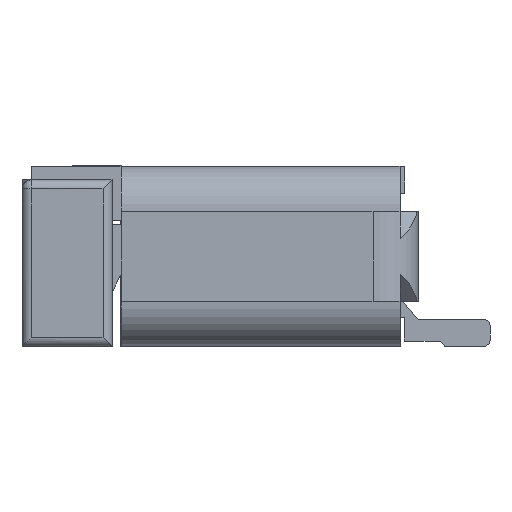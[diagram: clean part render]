
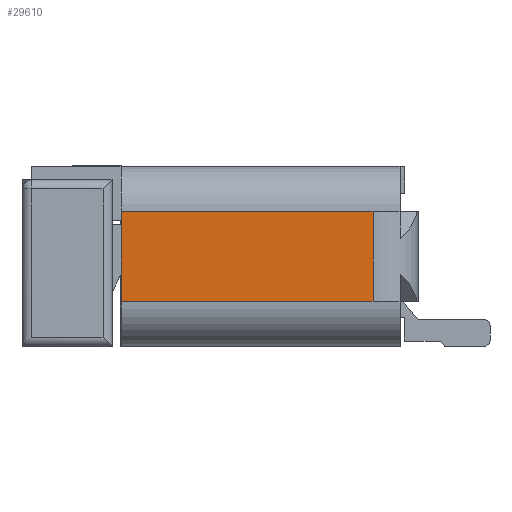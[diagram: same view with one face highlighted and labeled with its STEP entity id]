
A CAD part, left-side view. The second image highlights one B-rep face of the part: STEP entity #29610.
In plain terms, the highlighted planar face has unit normal (-1, 0, 0).
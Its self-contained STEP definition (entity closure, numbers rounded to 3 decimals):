
#235 = VERTEX_POINT ( 'NONE', #23013 ) ;
#4899 = CARTESIAN_POINT ( 'NONE',  ( -4.75, -4.291, 0.5 ) ) ;
#5376 = CARTESIAN_POINT ( 'NONE',  ( -4.75, -4.291, 1.5 ) ) ;
#6641 = LINE ( 'NONE', #13495, #32981 ) ;
#9020 = LINE ( 'NONE', #5376, #11661 ) ;
#10322 = CARTESIAN_POINT ( 'NONE',  ( -4.75, 1.5, 0.5 ) ) ;
#11661 = VECTOR ( 'NONE', #35187, 1000. ) ;
#11924 = VERTEX_POINT ( 'NONE', #32552 ) ;
#12950 = DIRECTION ( 'NONE',  ( 0., 1., 0. ) ) ;
#13104 = ORIENTED_EDGE ( 'NONE', *, *, #43723, .T. ) ;
#13495 = CARTESIAN_POINT ( 'NONE',  ( -4.75, -1.3, 1.5 ) ) ;
#17645 = ORIENTED_EDGE ( 'NONE', *, *, #37033, .F. ) ;
#23013 = CARTESIAN_POINT ( 'NONE',  ( -4.75, 1.5, 1.5 ) ) ;
#23710 = LINE ( 'NONE', #46217, #30991 ) ;
#23854 = EDGE_CURVE ( 'NONE', #39513, #43381, #30738, .T. ) ;
#23983 = VECTOR ( 'NONE', #12950, 1000. ) ;
#27618 = AXIS2_PLACEMENT_3D ( 'NONE', #41297, #29283, #29535 ) ;
#27874 = EDGE_CURVE ( 'NONE', #11924, #39513, #6641, .T. ) ;
#29283 = DIRECTION ( 'NONE',  ( 1., 0., 0. ) ) ;
#29535 = DIRECTION ( 'NONE',  ( 0., -1., 0. ) ) ;
#29610 = ADVANCED_FACE ( 'NONE', ( #36895 ), #48196, .F. ) ;
#30738 = LINE ( 'NONE', #4899, #23983 ) ;
#30991 = VECTOR ( 'NONE', #45970, 1000. ) ;
#32552 = CARTESIAN_POINT ( 'NONE',  ( -4.75, -1.3, 1.5 ) ) ;
#32637 = EDGE_LOOP ( 'NONE', ( #32848, #13104, #17645, #34205 ) ) ;
#32848 = ORIENTED_EDGE ( 'NONE', *, *, #27874, .F. ) ;
#32981 = VECTOR ( 'NONE', #39119, 1000. ) ;
#34205 = ORIENTED_EDGE ( 'NONE', *, *, #23854, .F. ) ;
#35187 = DIRECTION ( 'NONE',  ( 0., 1., 0. ) ) ;
#36895 = FACE_OUTER_BOUND ( 'NONE', #32637, .T. ) ;
#37033 = EDGE_CURVE ( 'NONE', #43381, #235, #23710, .T. ) ;
#39119 = DIRECTION ( 'NONE',  ( 0., 0., -1. ) ) ;
#39513 = VERTEX_POINT ( 'NONE', #42899 ) ;
#41297 = CARTESIAN_POINT ( 'NONE',  ( -4.75, -4.291, 0. ) ) ;
#42899 = CARTESIAN_POINT ( 'NONE',  ( -4.75, -1.3, 0.5 ) ) ;
#43381 = VERTEX_POINT ( 'NONE', #10322 ) ;
#43723 = EDGE_CURVE ( 'NONE', #11924, #235, #9020, .T. ) ;
#45970 = DIRECTION ( 'NONE',  ( 0., 0., 1. ) ) ;
#46217 = CARTESIAN_POINT ( 'NONE',  ( -4.75, 1.5, 0. ) ) ;
#48196 = PLANE ( 'NONE',  #27618 ) ;
